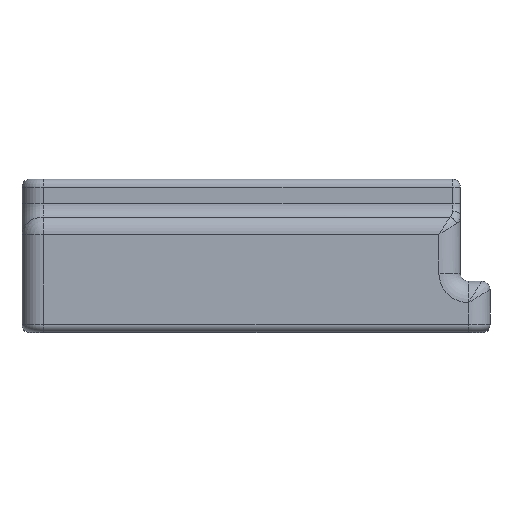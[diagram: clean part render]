
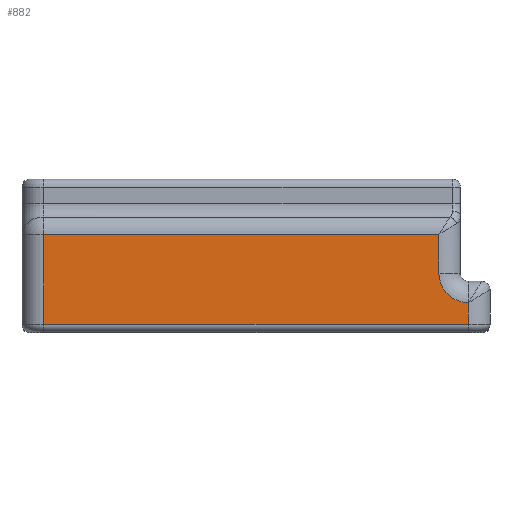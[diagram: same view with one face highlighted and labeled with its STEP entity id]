
A CAD part, top view. The second image highlights one B-rep face of the part: STEP entity #882.
In plain terms, the highlighted planar face has unit normal (0, 0, 1).
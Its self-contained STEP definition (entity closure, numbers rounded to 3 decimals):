
#16 = EDGE_CURVE ( 'NONE', #1922, #4544, #2551, .T. ) ;
#40 = CARTESIAN_POINT ( 'NONE',  ( 0., 9.5, 41. ) ) ;
#119 = EDGE_CURVE ( 'NONE', #4544, #1626, #348, .T. ) ;
#123 = EDGE_CURVE ( 'NONE', #3422, #677, #1827, .T. ) ;
#133 = ORIENTED_EDGE ( 'NONE', *, *, #123, .T. ) ;
#348 = LINE ( 'NONE', #4117, #1881 ) ;
#532 = LINE ( 'NONE', #3823, #1822 ) ;
#577 = DIRECTION ( 'NONE',  ( 0., 0., -1. ) ) ;
#677 = VERTEX_POINT ( 'NONE', #4352 ) ;
#738 = AXIS2_PLACEMENT_3D ( 'NONE', #3829, #577, #4649 ) ;
#753 = VECTOR ( 'NONE', #2909, 1000. ) ;
#809 = CARTESIAN_POINT ( 'NONE',  ( 31.5, 9.5, 41. ) ) ;
#879 = VECTOR ( 'NONE', #3303, 1000. ) ;
#882 = ADVANCED_FACE ( 'NONE', ( #1111 ), #1452, .F. ) ;
#904 = EDGE_LOOP ( 'NONE', ( #3378, #1328, #2739, #1125, #989, #133 ) ) ;
#989 = ORIENTED_EDGE ( 'NONE', *, *, #1744, .T. ) ;
#1068 = DIRECTION ( 'NONE',  ( -1., 0., 0. ) ) ;
#1111 = FACE_OUTER_BOUND ( 'NONE', #904, .T. ) ;
#1125 = ORIENTED_EDGE ( 'NONE', *, *, #3104, .T. ) ;
#1265 = VECTOR ( 'NONE', #1409, 1000. ) ;
#1266 = CARTESIAN_POINT ( 'NONE',  ( 31.5, 11., 41. ) ) ;
#1328 = ORIENTED_EDGE ( 'NONE', *, *, #16, .T. ) ;
#1409 = DIRECTION ( 'NONE',  ( 0., -1., 0. ) ) ;
#1452 = PLANE ( 'NONE',  #4311 ) ;
#1625 = DIRECTION ( 'NONE',  ( -1., 0., 0. ) ) ;
#1626 = VERTEX_POINT ( 'NONE', #2246 ) ;
#1669 = CARTESIAN_POINT ( 'NONE',  ( 37., 5.5, 41. ) ) ;
#1744 = EDGE_CURVE ( 'NONE', #3030, #3422, #2894, .T. ) ;
#1822 = VECTOR ( 'NONE', #1625, 1000. ) ;
#1827 = LINE ( 'NONE', #809, #879 ) ;
#1881 = VECTOR ( 'NONE', #2625, 1000. ) ;
#1922 = VERTEX_POINT ( 'NONE', #3949 ) ;
#2180 = EDGE_CURVE ( 'NONE', #677, #1922, #532, .T. ) ;
#2246 = CARTESIAN_POINT ( 'NONE',  ( 37., 1.5, 41. ) ) ;
#2551 = LINE ( 'NONE', #4345, #1265 ) ;
#2585 = DIRECTION ( 'NONE',  ( 0., 0., -1. ) ) ;
#2625 = DIRECTION ( 'NONE',  ( 1., 0., 0. ) ) ;
#2739 = ORIENTED_EDGE ( 'NONE', *, *, #119, .T. ) ;
#2881 = LINE ( 'NONE', #3300, #753 ) ;
#2894 = CIRCLE ( 'NONE', #738, 5.5 ) ;
#2909 = DIRECTION ( 'NONE',  ( 0., 1., 0. ) ) ;
#3030 = VERTEX_POINT ( 'NONE', #1669 ) ;
#3104 = EDGE_CURVE ( 'NONE', #1626, #3030, #2881, .T. ) ;
#3183 = CARTESIAN_POINT ( 'NONE',  ( -42., 1.5, 41. ) ) ;
#3300 = CARTESIAN_POINT ( 'NONE',  ( 37., 9.5, 41. ) ) ;
#3303 = DIRECTION ( 'NONE',  ( 0., 1., 0. ) ) ;
#3378 = ORIENTED_EDGE ( 'NONE', *, *, #2180, .T. ) ;
#3422 = VERTEX_POINT ( 'NONE', #1266 ) ;
#3823 = CARTESIAN_POINT ( 'NONE',  ( 0., 18.155, 41. ) ) ;
#3829 = CARTESIAN_POINT ( 'NONE',  ( 37., 11., 41. ) ) ;
#3949 = CARTESIAN_POINT ( 'NONE',  ( -42., 18.155, 41. ) ) ;
#4117 = CARTESIAN_POINT ( 'NONE',  ( 0., 1.5, 41. ) ) ;
#4311 = AXIS2_PLACEMENT_3D ( 'NONE', #40, #2585, #1068 ) ;
#4345 = CARTESIAN_POINT ( 'NONE',  ( -42., 9.5, 41. ) ) ;
#4352 = CARTESIAN_POINT ( 'NONE',  ( 31.5, 18.155, 41. ) ) ;
#4544 = VERTEX_POINT ( 'NONE', #3183 ) ;
#4649 = DIRECTION ( 'NONE',  ( -1., 0., 0. ) ) ;
